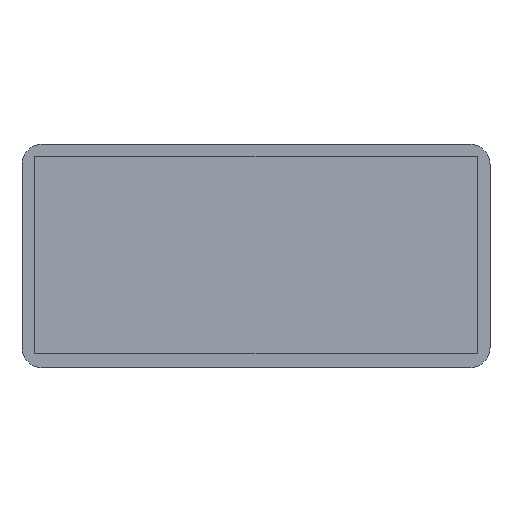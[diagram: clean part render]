
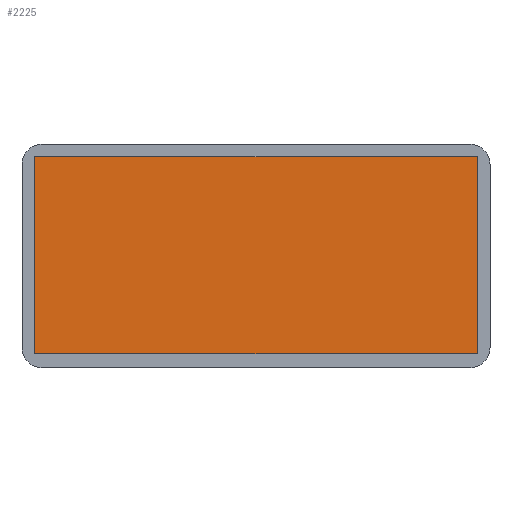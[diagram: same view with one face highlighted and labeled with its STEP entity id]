
A CAD part, front view. The second image highlights one B-rep face of the part: STEP entity #2225.
In plain terms, the highlighted planar face has unit normal (0, -1, 0).
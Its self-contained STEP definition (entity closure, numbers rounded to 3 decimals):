
#550 = VERTEX_POINT ( 'NONE', #4169 ) ;
#717 = VECTOR ( 'NONE', #5845, 1000. ) ;
#764 = EDGE_LOOP ( 'NONE', ( #5751, #3036, #4462, #8916 ) ) ;
#1365 = CARTESIAN_POINT ( 'NONE',  ( -104.518, 40., 49.158 ) ) ;
#1627 = CARTESIAN_POINT ( 'NONE',  ( -104.518, 40., -47.738 ) ) ;
#1765 = VECTOR ( 'NONE', #8182, 1000. ) ;
#1879 = PLANE ( 'NONE',  #4853 ) ;
#1921 = DIRECTION ( 'NONE',  ( -1., 0., 0. ) ) ;
#2225 = ADVANCED_FACE ( 'NONE', ( #2599 ), #1879, .T. ) ;
#2262 = DIRECTION ( 'NONE',  ( 0., 0., -1. ) ) ;
#2416 = EDGE_CURVE ( 'NONE', #2576, #3635, #7809, .T. ) ;
#2576 = VERTEX_POINT ( 'NONE', #3176 ) ;
#2599 = FACE_OUTER_BOUND ( 'NONE', #764, .T. ) ;
#2774 = DIRECTION ( 'NONE',  ( 0., 0., -1. ) ) ;
#3036 = ORIENTED_EDGE ( 'NONE', *, *, #7424, .T. ) ;
#3176 = CARTESIAN_POINT ( 'NONE',  ( -104.518, 40., 49.158 ) ) ;
#3577 = CARTESIAN_POINT ( 'NONE',  ( -104.518, 40., 49.158 ) ) ;
#3635 = VERTEX_POINT ( 'NONE', #6934 ) ;
#4169 = CARTESIAN_POINT ( 'NONE',  ( 112.85, 40., 49.158 ) ) ;
#4288 = EDGE_CURVE ( 'NONE', #8082, #550, #8320, .T. ) ;
#4329 = EDGE_CURVE ( 'NONE', #550, #2576, #6776, .T. ) ;
#4462 = ORIENTED_EDGE ( 'NONE', *, *, #4288, .T. ) ;
#4853 = AXIS2_PLACEMENT_3D ( 'NONE', #7551, #5503, #2774 ) ;
#4921 = VECTOR ( 'NONE', #2262, 1000. ) ;
#5503 = DIRECTION ( 'NONE',  ( 0., -1., 0. ) ) ;
#5541 = CARTESIAN_POINT ( 'NONE',  ( 112.85, 40., 49.158 ) ) ;
#5751 = ORIENTED_EDGE ( 'NONE', *, *, #2416, .T. ) ;
#5845 = DIRECTION ( 'NONE',  ( 1., 0., 0. ) ) ;
#6776 = LINE ( 'NONE', #1365, #7269 ) ;
#6934 = CARTESIAN_POINT ( 'NONE',  ( -104.518, 40., -47.738 ) ) ;
#7269 = VECTOR ( 'NONE', #1921, 1000. ) ;
#7424 = EDGE_CURVE ( 'NONE', #3635, #8082, #8576, .T. ) ;
#7551 = CARTESIAN_POINT ( 'NONE',  ( 0., 40., 0. ) ) ;
#7809 = LINE ( 'NONE', #3577, #4921 ) ;
#8082 = VERTEX_POINT ( 'NONE', #8972 ) ;
#8182 = DIRECTION ( 'NONE',  ( 0., 0., 1. ) ) ;
#8320 = LINE ( 'NONE', #5541, #1765 ) ;
#8576 = LINE ( 'NONE', #1627, #717 ) ;
#8916 = ORIENTED_EDGE ( 'NONE', *, *, #4329, .T. ) ;
#8972 = CARTESIAN_POINT ( 'NONE',  ( 112.85, 40., -47.738 ) ) ;
